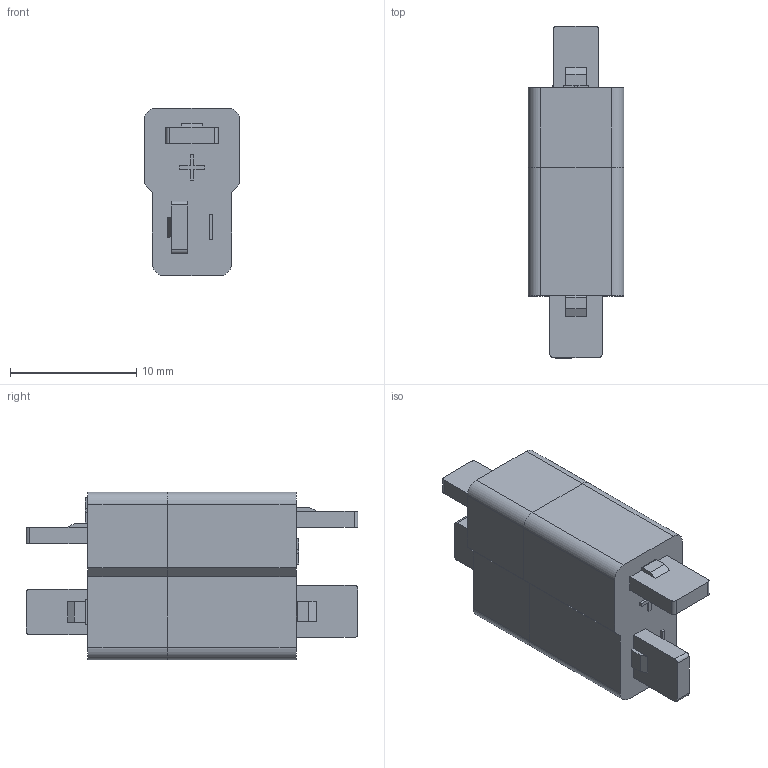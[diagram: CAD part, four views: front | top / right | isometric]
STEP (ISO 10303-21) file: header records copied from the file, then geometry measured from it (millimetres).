
FILE_DESCRIPTION (( 'STEP AP214' ), '1' );
FILE_NAME ('AM-1015.STEP', '2017-01-18T00:09:31', ( 'Windows 蚚誧' ), ( '' ), 'SwSTEP 2.0', 'SolidWorks 2014', '' );
FILE_SCHEMA (( 'AUTOMOTIVE_DESIGN' ));
Length unit declared in the file: millimetre
Products named in the file (1): AM-1015
Bounding box: 7.6 x 26.3 x 13.3 mm (x, y, z)
Volume: 1521.8 mm3; surface area: 2419.6 mm2
Topology: 8 solids, 8 shells, 312 faces, 848 edges, 564 vertices
Faces by surface type: plane 236, cylinder 76
Entity records: 13341 total; most frequent: CARTESIAN_POINT 1761, ORIENTED_EDGE 1696, DIRECTION 1618, EDGE_CURVE 848, VECTOR 696, LINE 696, VERTEX_POINT 564, AXIS2_PLACEMENT_3D 461
